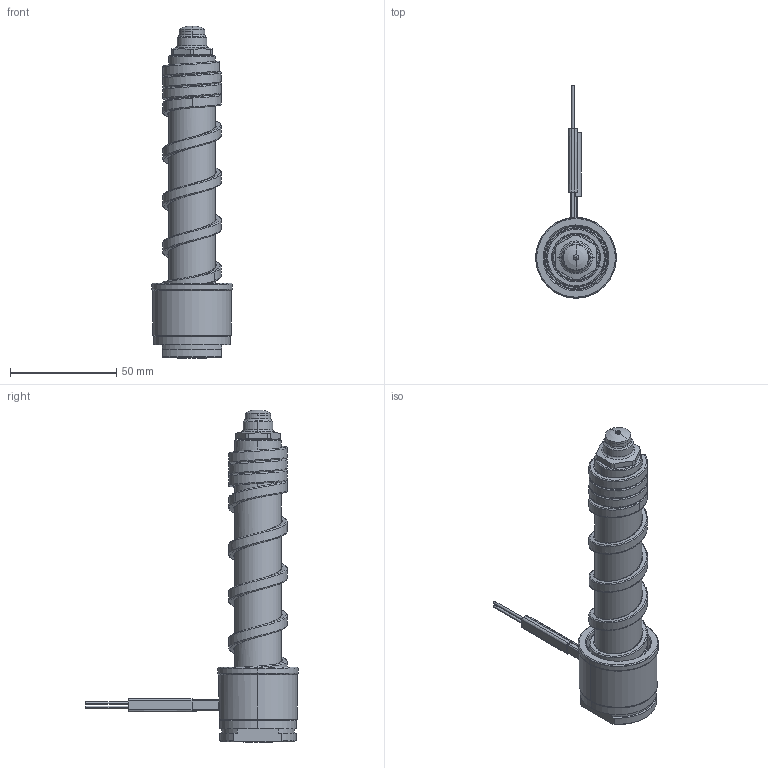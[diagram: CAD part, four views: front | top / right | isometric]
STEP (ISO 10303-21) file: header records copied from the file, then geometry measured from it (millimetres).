
FILE_DESCRIPTION((''),'2;1');
FILE_NAME('LS-156-BEU-R','2014-02-28T',('Íàòàëüÿ'),('IMID'),'PRO/ENGINEER BY PARAMETRIC TECHNOLOGY CORPORATION, 2010180','PRO/ENGINEER BY PARAMETRIC TECHNOLOGY CORPORATION, 2010180','');
FILE_SCHEMA(('CONFIG_CONTROL_DESIGN'));
Length unit declared in the file: millimetre
Products named in the file (1): LS-156-BEU-R
Bounding box: 38 x 100 x 156.2 mm (x, y, z)
Volume: 76947 mm3; surface area: 34057.3 mm2
Topology: 1 solids, 9 shells, 335 faces, 876 edges, 531 vertices
Faces by surface type: cylinder 106, bspline 67, cone 62, plane 50, torus 29, revolution 9, extrusion 8, sphere 4
Entity records: 19801 total; most frequent: CARTESIAN_POINT 12037, ORIENTED_EDGE 1712, DIRECTION 1458, EDGE_CURVE 868, AXIS2_PLACEMENT_3D 578, VERTEX_POINT 531, EDGE_LOOP 357, FACE_OUTER_BOUND 335
